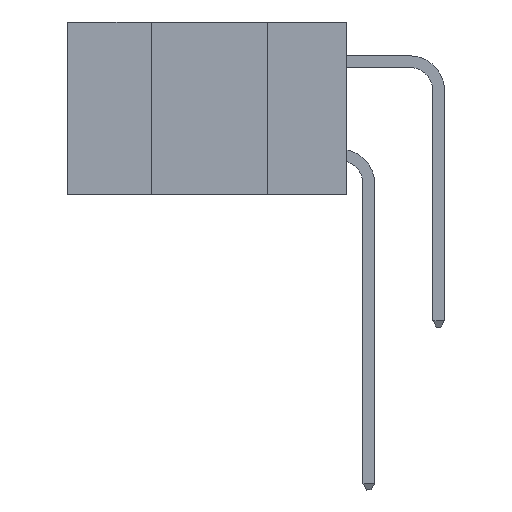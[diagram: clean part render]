
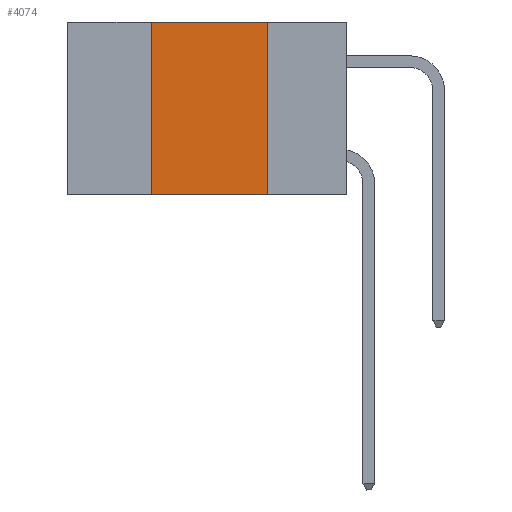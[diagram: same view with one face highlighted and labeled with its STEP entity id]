
A CAD part, left-side view. The second image highlights one B-rep face of the part: STEP entity #4074.
In plain terms, the highlighted planar face has unit normal (-1, 0, 0).
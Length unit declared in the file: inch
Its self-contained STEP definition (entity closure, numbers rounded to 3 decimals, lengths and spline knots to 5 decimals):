
#1516 = VERTEX_POINT ( 'NONE', #6117 ) ;
#1954 = LINE ( 'NONE', #20753, #6938 ) ;
#3800 = CARTESIAN_POINT ( 'NONE',  ( 0., 0.6, -0.37 ) ) ;
#4074 = ADVANCED_FACE ( 'NONE', ( #14779 ), #23082, .F. ) ;
#4175 = EDGE_CURVE ( 'NONE', #24507, #11922, #23076, .T. ) ;
#5353 = LINE ( 'NONE', #3800, #20957 ) ;
#5368 = CARTESIAN_POINT ( 'NONE',  ( 0., 0.17, 0. ) ) ;
#5965 = LINE ( 'NONE', #16643, #16600 ) ;
#6117 = CARTESIAN_POINT ( 'NONE',  ( 0., 0.17, -0.37 ) ) ;
#6247 = CARTESIAN_POINT ( 'NONE',  ( 0., 0.42, -0.37 ) ) ;
#6445 = DIRECTION ( 'NONE',  ( 0., -1., 0. ) ) ;
#6938 = VECTOR ( 'NONE', #20946, 39.37008 ) ;
#7297 = AXIS2_PLACEMENT_3D ( 'NONE', #8431, #14645, #12685 ) ;
#8166 = EDGE_CURVE ( 'NONE', #11922, #1516, #5965, .T. ) ;
#8431 = CARTESIAN_POINT ( 'NONE',  ( 0., 0.6, 0. ) ) ;
#9981 = DIRECTION ( 'NONE',  ( 0., 0., -1. ) ) ;
#10329 = VERTEX_POINT ( 'NONE', #6247 ) ;
#10822 = EDGE_LOOP ( 'NONE', ( #17765, #23662, #22946, #26356 ) ) ;
#11134 = VECTOR ( 'NONE', #23835, 39.37008 ) ;
#11922 = VERTEX_POINT ( 'NONE', #5368 ) ;
#12685 = DIRECTION ( 'NONE',  ( 0., 0., -1. ) ) ;
#14645 = DIRECTION ( 'NONE',  ( 1., 0., 0. ) ) ;
#14779 = FACE_OUTER_BOUND ( 'NONE', #10822, .T. ) ;
#15113 = CARTESIAN_POINT ( 'NONE',  ( 0., 0.6, 0. ) ) ;
#16012 = EDGE_CURVE ( 'NONE', #10329, #1516, #5353, .T. ) ;
#16418 = CARTESIAN_POINT ( 'NONE',  ( 0., 0.42, 0. ) ) ;
#16600 = VECTOR ( 'NONE', #9981, 39.37008 ) ;
#16643 = CARTESIAN_POINT ( 'NONE',  ( 0., 0.17, 0. ) ) ;
#17765 = ORIENTED_EDGE ( 'NONE', *, *, #8166, .F. ) ;
#17901 = EDGE_CURVE ( 'NONE', #10329, #24507, #1954, .T. ) ;
#20753 = CARTESIAN_POINT ( 'NONE',  ( 0., 0.42, 0. ) ) ;
#20946 = DIRECTION ( 'NONE',  ( 0., 0., 1. ) ) ;
#20957 = VECTOR ( 'NONE', #6445, 39.37008 ) ;
#22946 = ORIENTED_EDGE ( 'NONE', *, *, #17901, .F. ) ;
#23076 = LINE ( 'NONE', #15113, #11134 ) ;
#23082 = PLANE ( 'NONE',  #7297 ) ;
#23662 = ORIENTED_EDGE ( 'NONE', *, *, #4175, .F. ) ;
#23835 = DIRECTION ( 'NONE',  ( 0., -1., 0. ) ) ;
#24507 = VERTEX_POINT ( 'NONE', #16418 ) ;
#26356 = ORIENTED_EDGE ( 'NONE', *, *, #16012, .T. ) ;
